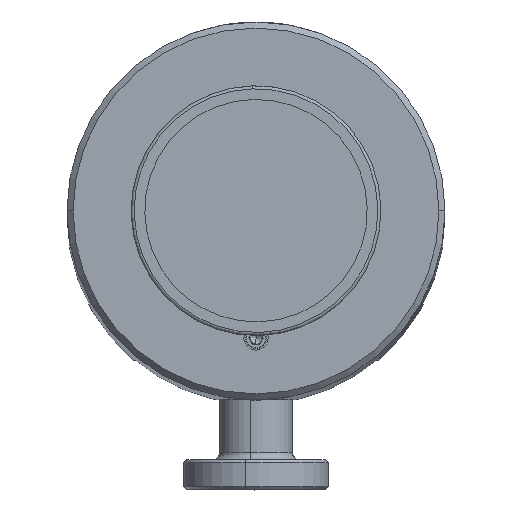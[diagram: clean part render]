
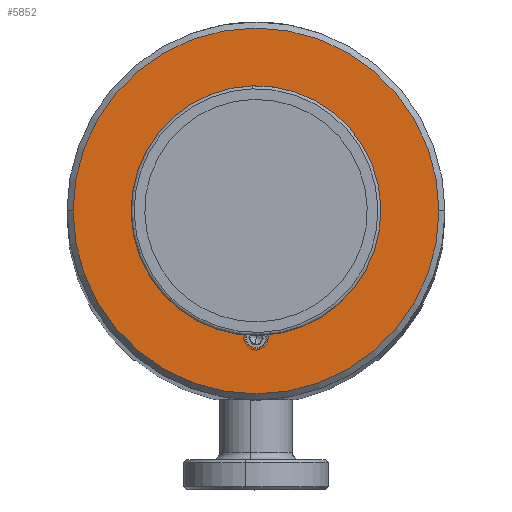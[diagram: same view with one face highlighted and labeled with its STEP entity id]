
A CAD part, top view. The second image highlights one B-rep face of the part: STEP entity #5852.
In plain terms, the highlighted planar face has unit normal (0, 0, 1).
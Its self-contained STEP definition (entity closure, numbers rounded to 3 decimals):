
#660 = CARTESIAN_POINT ( 'NONE',  ( -17., 0., 0. ) ) ;
#940 = AXIS2_PLACEMENT_3D ( 'NONE', #7007, #1042, #8003 ) ;
#987 = CARTESIAN_POINT ( 'NONE',  ( 0., 0., 0. ) ) ;
#1039 = ORIENTED_EDGE ( 'NONE', *, *, #3602, .T. ) ;
#1042 = DIRECTION ( 'NONE',  ( 0., 0., 1. ) ) ;
#1286 = FACE_BOUND ( 'NONE', #1571, .T. ) ;
#1301 = AXIS2_PLACEMENT_3D ( 'NONE', #987, #7944, #2009 ) ;
#1571 = EDGE_LOOP ( 'NONE', ( #11229, #10555 ) ) ;
#1724 = CARTESIAN_POINT ( 'NONE',  ( -1.65, -21., 0. ) ) ;
#1781 = VERTEX_POINT ( 'NONE', #12207 ) ;
#1916 = AXIS2_PLACEMENT_3D ( 'NONE', #4139, #11111, #5128 ) ;
#2009 = DIRECTION ( 'NONE',  ( 1., 0., 0. ) ) ;
#2097 = VERTEX_POINT ( 'NONE', #660 ) ;
#2106 = VERTEX_POINT ( 'NONE', #1724 ) ;
#2612 = CIRCLE ( 'NONE', #1301, 17. ) ;
#2765 = EDGE_CURVE ( 'NONE', #2097, #9921, #11103, .T. ) ;
#2872 = CIRCLE ( 'NONE', #12709, 30.25 ) ;
#3086 = PLANE ( 'NONE',  #3284 ) ;
#3284 = AXIS2_PLACEMENT_3D ( 'NONE', #11056, #5081, #12050 ) ;
#3427 = CARTESIAN_POINT ( 'NONE',  ( -30.25, 0., 0. ) ) ;
#3602 = EDGE_CURVE ( 'NONE', #9027, #4986, #2872, .T. ) ;
#3861 = CARTESIAN_POINT ( 'NONE',  ( 0., 0., 0. ) ) ;
#4139 = CARTESIAN_POINT ( 'NONE',  ( 0., 0., 0. ) ) ;
#4753 = DIRECTION ( 'NONE',  ( 0., 0., 1. ) ) ;
#4844 = DIRECTION ( 'NONE',  ( 1., 0., 0. ) ) ;
#4965 = CARTESIAN_POINT ( 'NONE',  ( 0., 0., 0. ) ) ;
#4986 = VERTEX_POINT ( 'NONE', #11297 ) ;
#5081 = DIRECTION ( 'NONE',  ( 0., 0., 1. ) ) ;
#5128 = DIRECTION ( 'NONE',  ( 1., 0., 0. ) ) ;
#5634 = ORIENTED_EDGE ( 'NONE', *, *, #6881, .F. ) ;
#5852 = ADVANCED_FACE ( 'NONE', ( #11881, #8888, #1286 ), #3086, .T. ) ;
#5970 = DIRECTION ( 'NONE',  ( 1., 0., 0. ) ) ;
#6492 = CIRCLE ( 'NONE', #8531, 30.25 ) ;
#6604 = CARTESIAN_POINT ( 'NONE',  ( 17., 0., 0. ) ) ;
#6784 = EDGE_CURVE ( 'NONE', #1781, #2106, #9956, .T. ) ;
#6881 = EDGE_CURVE ( 'NONE', #2106, #1781, #7008, .T. ) ;
#7007 = CARTESIAN_POINT ( 'NONE',  ( 0., -21., 0. ) ) ;
#7008 = CIRCLE ( 'NONE', #940, 1.65 ) ;
#7944 = DIRECTION ( 'NONE',  ( 0., 0., 1. ) ) ;
#8003 = DIRECTION ( 'NONE',  ( 1., 0., 0. ) ) ;
#8531 = AXIS2_PLACEMENT_3D ( 'NONE', #4965, #11940, #5970 ) ;
#8601 = EDGE_CURVE ( 'NONE', #9921, #2097, #2612, .T. ) ;
#8747 = EDGE_LOOP ( 'NONE', ( #11216, #5634 ) ) ;
#8888 = FACE_OUTER_BOUND ( 'NONE', #11263, .T. ) ;
#9027 = VERTEX_POINT ( 'NONE', #3427 ) ;
#9181 = AXIS2_PLACEMENT_3D ( 'NONE', #10725, #4753, #11729 ) ;
#9504 = EDGE_CURVE ( 'NONE', #4986, #9027, #6492, .T. ) ;
#9921 = VERTEX_POINT ( 'NONE', #6604 ) ;
#9956 = CIRCLE ( 'NONE', #9181, 1.65 ) ;
#10555 = ORIENTED_EDGE ( 'NONE', *, *, #2765, .F. ) ;
#10725 = CARTESIAN_POINT ( 'NONE',  ( 0., -21., 0. ) ) ;
#10832 = DIRECTION ( 'NONE',  ( 0., 0., 1. ) ) ;
#11056 = CARTESIAN_POINT ( 'NONE',  ( 0., 0., 0. ) ) ;
#11103 = CIRCLE ( 'NONE', #1916, 17. ) ;
#11111 = DIRECTION ( 'NONE',  ( 0., 0., 1. ) ) ;
#11216 = ORIENTED_EDGE ( 'NONE', *, *, #6784, .F. ) ;
#11229 = ORIENTED_EDGE ( 'NONE', *, *, #8601, .F. ) ;
#11263 = EDGE_LOOP ( 'NONE', ( #1039, #11709 ) ) ;
#11297 = CARTESIAN_POINT ( 'NONE',  ( 30.25, 0., 0. ) ) ;
#11709 = ORIENTED_EDGE ( 'NONE', *, *, #9504, .T. ) ;
#11729 = DIRECTION ( 'NONE',  ( 1., 0., 0. ) ) ;
#11881 = FACE_BOUND ( 'NONE', #8747, .T. ) ;
#11940 = DIRECTION ( 'NONE',  ( 0., 0., 1. ) ) ;
#12050 = DIRECTION ( 'NONE',  ( 1., 0., 0. ) ) ;
#12207 = CARTESIAN_POINT ( 'NONE',  ( 1.65, -21., 0. ) ) ;
#12709 = AXIS2_PLACEMENT_3D ( 'NONE', #3861, #10832, #4844 ) ;
